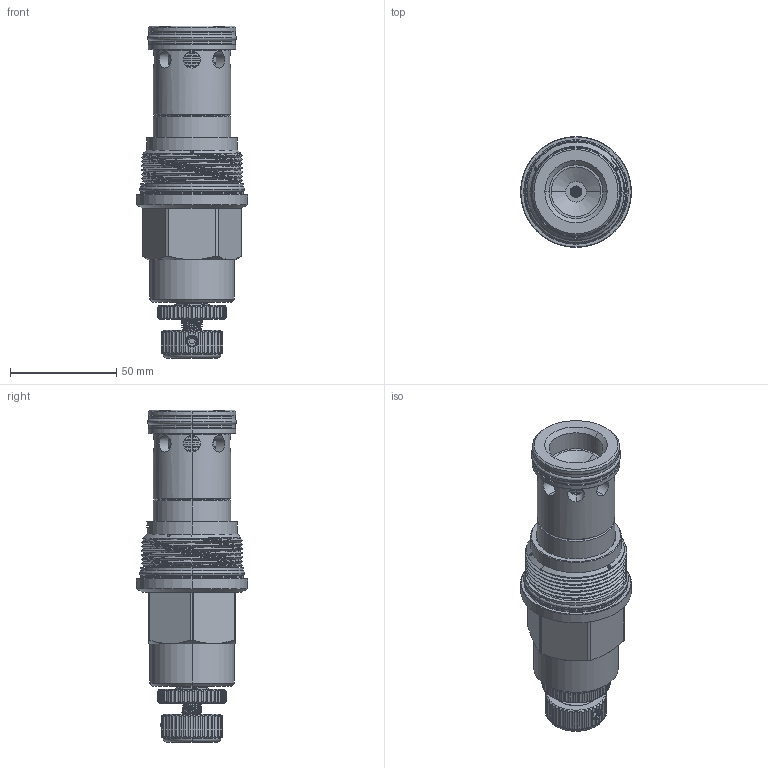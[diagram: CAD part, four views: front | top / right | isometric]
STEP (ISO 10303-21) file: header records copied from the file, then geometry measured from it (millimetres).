
FILE_DESCRIPTION (( 'STEP AP203' ), '1' );
FILE_NAME ('RP18A20-K.STEP', '2016-08-02T03:48:49', ( '' ), ( '' ), 'SwSTEP 2.0', 'SolidWorks 2012', '' );
FILE_SCHEMA (( 'CONFIG_CONTROL_DESIGN' ));
Products named in the file (1): RP18A20-K
Bounding box: 52.37 x 52.37 x 156.57 mm (x, y, z)
Volume: 180060.5 mm3; surface area: 37589.6 mm2
Topology: 7 solids, 12 shells, 1275 faces, 3647 edges, 2301 vertices
Faces by surface type: cylinder 913, plane 177, cone 81, torus 58, bspline 38, sphere 8
Entity records: 91858 total; most frequent: CARTESIAN_POINT 60505, ORIENTED_EDGE 7258, DIRECTION 5349, EDGE_CURVE 3629, VERTEX_POINT 2300, AXIS2_PLACEMENT_3D 2076, EDGE_LOOP 1705, B_SPLINE_CURVE_WITH_KNOTS 1473
